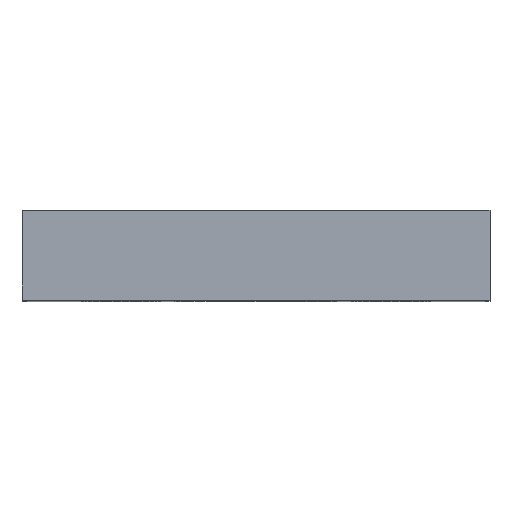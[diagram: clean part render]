
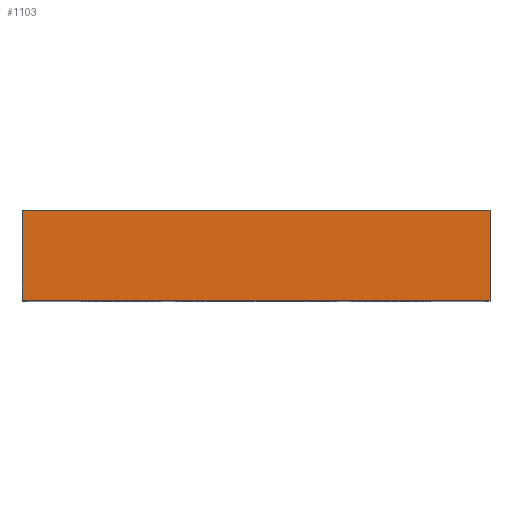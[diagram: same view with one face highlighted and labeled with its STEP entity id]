
A CAD part, top view. The second image highlights one B-rep face of the part: STEP entity #1103.
In plain terms, the highlighted planar face has unit normal (0, 0, 1).
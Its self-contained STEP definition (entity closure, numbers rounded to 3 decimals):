
#11 = DIRECTION ( 'NONE',  ( 0., 0., -1. ) ) ;
#19 = VECTOR ( 'NONE', #279, 1000. ) ;
#107 = FACE_OUTER_BOUND ( 'NONE', #551, .T. ) ;
#121 = VERTEX_POINT ( 'NONE', #1077 ) ;
#144 = ORIENTED_EDGE ( 'NONE', *, *, #929, .F. ) ;
#151 = VECTOR ( 'NONE', #1008, 1000. ) ;
#174 = CARTESIAN_POINT ( 'NONE',  ( 13., 5., 40. ) ) ;
#177 = VECTOR ( 'NONE', #683, 1000. ) ;
#183 = CARTESIAN_POINT ( 'NONE',  ( -13., 5., 40. ) ) ;
#274 = LINE ( 'NONE', #1078, #19 ) ;
#279 = DIRECTION ( 'NONE',  ( 1., 0., 0. ) ) ;
#329 = EDGE_CURVE ( 'NONE', #930, #121, #790, .T. ) ;
#405 = VECTOR ( 'NONE', #954, 1000. ) ;
#407 = LINE ( 'NONE', #574, #177 ) ;
#464 = ORIENTED_EDGE ( 'NONE', *, *, #619, .F. ) ;
#551 = EDGE_LOOP ( 'NONE', ( #671, #464, #144, #685 ) ) ;
#553 = VERTEX_POINT ( 'NONE', #953 ) ;
#557 = DIRECTION ( 'NONE',  ( -1., 0., 0. ) ) ;
#572 = CARTESIAN_POINT ( 'NONE',  ( -13., 5., 40. ) ) ;
#574 = CARTESIAN_POINT ( 'NONE',  ( 13., 5., 40. ) ) ;
#619 = EDGE_CURVE ( 'NONE', #692, #553, #407, .T. ) ;
#665 = CARTESIAN_POINT ( 'NONE',  ( -13., 5., 40. ) ) ;
#671 = ORIENTED_EDGE ( 'NONE', *, *, #750, .T. ) ;
#683 = DIRECTION ( 'NONE',  ( 0., -1., 0. ) ) ;
#685 = ORIENTED_EDGE ( 'NONE', *, *, #329, .T. ) ;
#692 = VERTEX_POINT ( 'NONE', #174 ) ;
#750 = EDGE_CURVE ( 'NONE', #121, #553, #274, .T. ) ;
#754 = LINE ( 'NONE', #665, #151 ) ;
#790 = LINE ( 'NONE', #796, #405 ) ;
#796 = CARTESIAN_POINT ( 'NONE',  ( -13., 5., 40. ) ) ;
#828 = PLANE ( 'NONE',  #829 ) ;
#829 = AXIS2_PLACEMENT_3D ( 'NONE', #183, #11, #557 ) ;
#929 = EDGE_CURVE ( 'NONE', #930, #692, #754, .T. ) ;
#930 = VERTEX_POINT ( 'NONE', #572 ) ;
#953 = CARTESIAN_POINT ( 'NONE',  ( 13., 0., 40. ) ) ;
#954 = DIRECTION ( 'NONE',  ( 0., -1., 0. ) ) ;
#1008 = DIRECTION ( 'NONE',  ( 1., 0., 0. ) ) ;
#1077 = CARTESIAN_POINT ( 'NONE',  ( -13., 0., 40. ) ) ;
#1078 = CARTESIAN_POINT ( 'NONE',  ( -13., 0., 40. ) ) ;
#1103 = ADVANCED_FACE ( 'NONE', ( #107 ), #828, .F. ) ;
